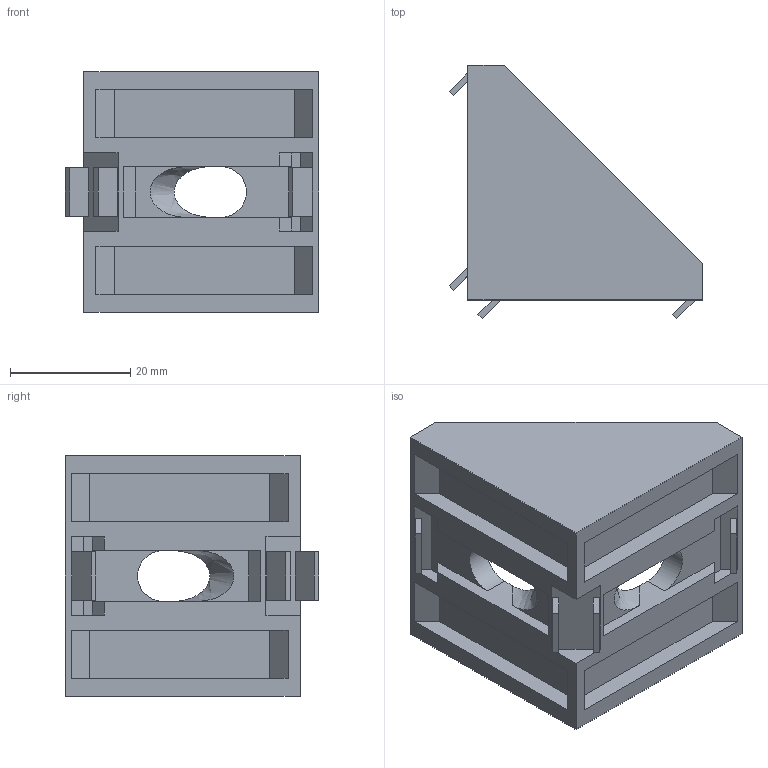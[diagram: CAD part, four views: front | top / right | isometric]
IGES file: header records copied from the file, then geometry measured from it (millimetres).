
Global section: file name: 304040; native system: Autodesk Inventor 2016; preprocessor: unknown; author: jaroslavr; date: 20171202.143726; units: millimetre
Bounding box: 42.1 x 42.1 x 40 mm (x, y, z)
Volume: 15653.6 mm3; surface area: 10584.5 mm2
Topology: 1 solids, 1 shells, 88 faces, 230 edges, 152 vertices
Faces by surface type: bspline 88
